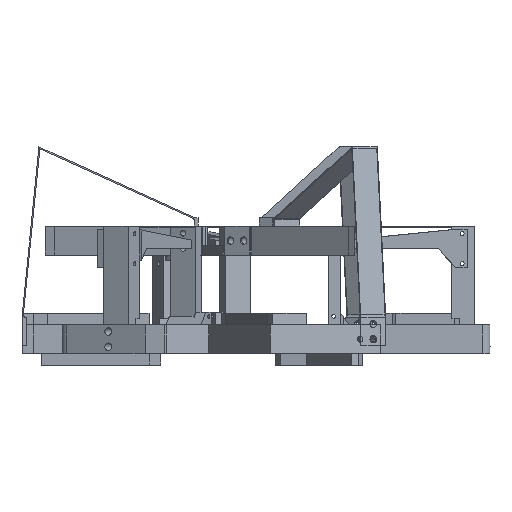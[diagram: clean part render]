
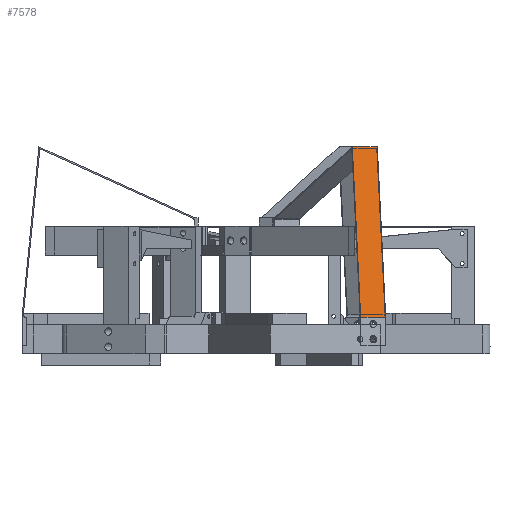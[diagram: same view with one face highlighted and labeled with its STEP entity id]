
A CAD part, front view. The second image highlights one B-rep face of the part: STEP entity #7578.
In plain terms, the highlighted face is planar.
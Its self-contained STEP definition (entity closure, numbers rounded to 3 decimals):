
#385=PLANE('',#8137);
#634=FACE_OUTER_BOUND('',#1018,.T.);
#1018=EDGE_LOOP('',(#5350,#5351,#5352,#5353));
#1565=LINE('',#11129,#2378);
#1580=LINE('',#11153,#2393);
#1584=LINE('',#11162,#2397);
#1585=LINE('',#11164,#2398);
#2378=VECTOR('',#8895,10.);
#2393=VECTOR('',#8912,10.);
#2397=VECTOR('',#8926,10.);
#2398=VECTOR('',#8929,10.);
#3465=VERTEX_POINT('',#11127);
#3466=VERTEX_POINT('',#11128);
#3471=VERTEX_POINT('',#11142);
#3474=VERTEX_POINT('',#11151);
#4195=EDGE_CURVE('',#3465,#3466,#1565,.T.);
#4210=EDGE_CURVE('',#3471,#3474,#1580,.T.);
#4214=EDGE_CURVE('',#3466,#3471,#1584,.T.);
#4215=EDGE_CURVE('',#3465,#3474,#1585,.T.);
#5350=ORIENTED_EDGE('',*,*,#4210,.T.);
#5351=ORIENTED_EDGE('',*,*,#4215,.F.);
#5352=ORIENTED_EDGE('',*,*,#4195,.T.);
#5353=ORIENTED_EDGE('',*,*,#4214,.T.);
#7578=ADVANCED_FACE('',(#634),#385,.F.);
#8137=AXIS2_PLACEMENT_3D('',#11163,#8927,#8928);
#8895=DIRECTION('',(0.099,0.,-0.995));
#8912=DIRECTION('',(-0.099,0.,0.995));
#8926=DIRECTION('',(0.,1.,0.));
#8927=DIRECTION('center_axis',(-0.995,0.,-0.099));
#8928=DIRECTION('ref_axis',(-0.099,0.,0.995));
#8929=DIRECTION('',(0.,1.,0.));
#11127=CARTESIAN_POINT('',(105.17,0.,131.394));
#11128=CARTESIAN_POINT('',(116.345,0.,19.05));
#11129=CARTESIAN_POINT('',(112.621,0.,56.498));
#11142=CARTESIAN_POINT('',(116.345,19.05,19.05));
#11151=CARTESIAN_POINT('',(105.17,19.05,131.394));
#11153=CARTESIAN_POINT('',(112.621,19.05,56.498));
#11162=CARTESIAN_POINT('',(116.345,9.525,19.05));
#11163=CARTESIAN_POINT('Origin',(112.621,9.525,56.498));
#11164=CARTESIAN_POINT('',(105.17,9.525,131.394));
